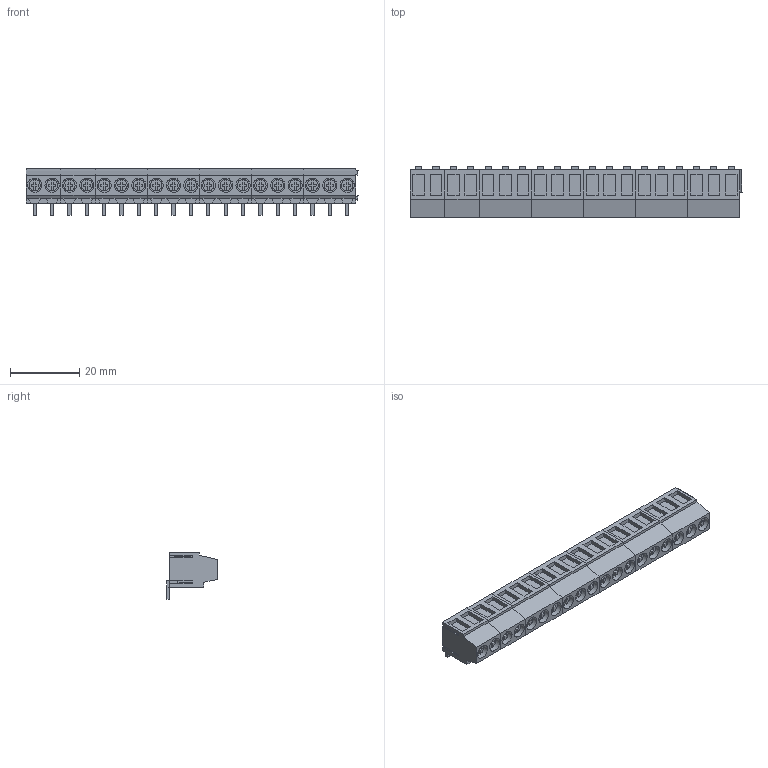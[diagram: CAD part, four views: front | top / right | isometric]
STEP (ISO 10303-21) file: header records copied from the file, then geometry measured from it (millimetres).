
FILE_DESCRIPTION(('CATIA V5 STEP Exchange','CAx-IF Rec.Pracs.--- Model Styling and Organization---1.2---2011-12-15'),'2;1');
FILE_NAME ('D1449979_0_1234410000_1234410000.stp','2018-03-31T10:00:29+00:00',('none'),('Weidmueller'),'CATIA Version 5-6 Release 2014','CATIA V5 STEP AP214','none');
FILE_SCHEMA(('AUTOMOTIVE_DESIGN { 1 0 10303 214 1 1 1 1 }'));
Length unit declared in the file: millimetre
Products named in the file (1): 1234410000
Bounding box: 95.6 x 14.6 x 13.5 mm (x, y, z)
Volume: 9069.9 mm3; surface area: 11147.1 mm2
Topology: 45 solids, 45 shells, 1360 faces, 3601 edges, 2388 vertices
Faces by surface type: plane 1246, cylinder 114
Entity records: 41085 total; most frequent: CARTESIAN_POINT 8034, ORIENTED_EDGE 7202, DIRECTION 5534, EDGE_CURVE 3601, VECTOR 3297, LINE 3297, VERTEX_POINT 2388, EDGE_LOOP 1417
